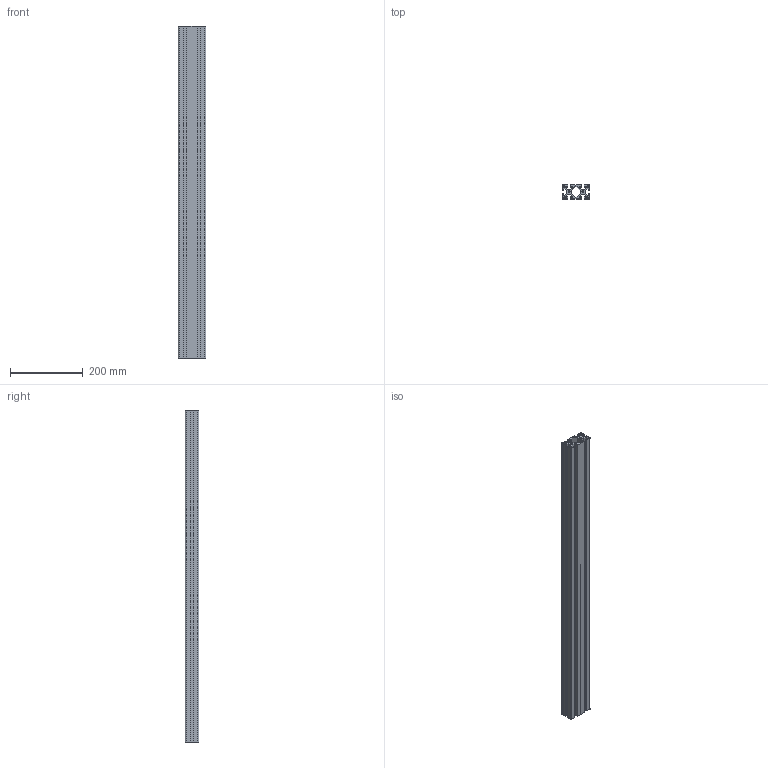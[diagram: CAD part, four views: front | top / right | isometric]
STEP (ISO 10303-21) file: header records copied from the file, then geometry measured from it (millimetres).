
FILE_DESCRIPTION (( 'STEP AP203' ), '1' );
FILE_NAME ('47065T605.step', '2015-02-23T18:13:56', ( '' ), ( '' ), 'SwSTEP 2.0', 'SolidWorks 2010', '' );
FILE_SCHEMA (( 'CONFIG_CONTROL_DESIGN' ));
Length unit declared in the file: inch
Products named in the file (1): 47065T605
Bounding box: 76.2 x 38.1 x 914.4 mm (x, y, z)
Volume: 1081258.2 mm3; surface area: 651469.8 mm2
Topology: 1 solids, 1 shells, 124 faces, 366 edges, 244 vertices
Faces by surface type: plane 112, cylinder 12
Entity records: 4181 total; most frequent: CARTESIAN_POINT 735, ORIENTED_EDGE 732, DIRECTION 640, EDGE_CURVE 366, LINE 342, VECTOR 342, VERTEX_POINT 244, AXIS2_PLACEMENT_3D 149
